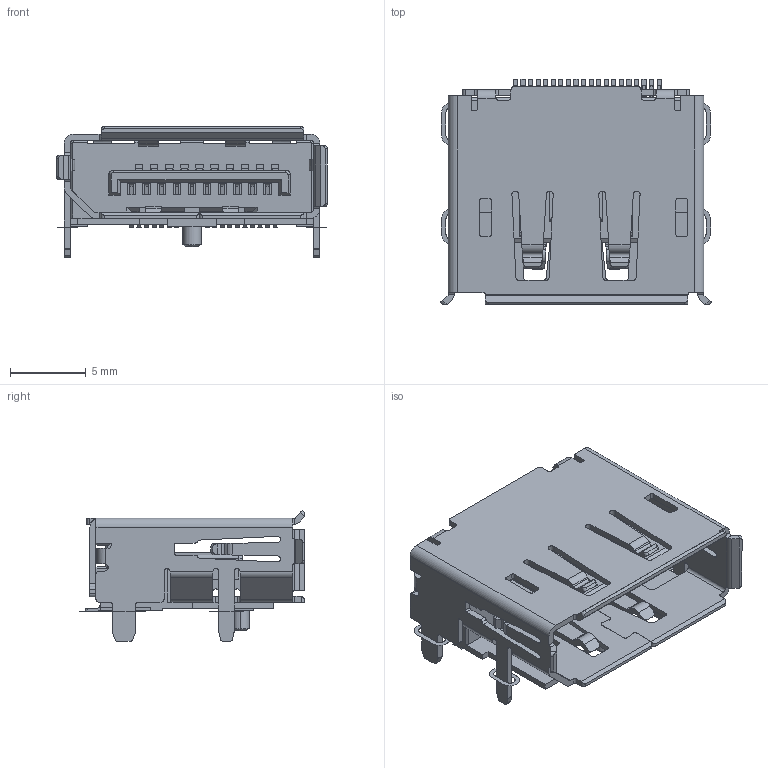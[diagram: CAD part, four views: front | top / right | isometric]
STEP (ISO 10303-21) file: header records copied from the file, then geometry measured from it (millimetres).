
FILE_DESCRIPTION(/* description */ (''),/* implementation_level */ '2;1');
FILE_NAME(/* name */ '080-1898-000_1.stp',/* time_stamp */ '2023-11-01T20:46:17+03:00',/* author */ (''),/* organization */ (''),/* preprocessor_version */ 'ST-DEVELOPER v16.7',/* originating_system */ 'SIEMENS PLM Software NX 12.0',/* authorisation */ '');
FILE_SCHEMA (('AUTOMOTIVE_DESIGN { 1 0 10303 214 3 1 1 1 }'));
Length unit declared in the file: millimetre
Products named in the file (1): 080-1898-000_1
Bounding box: 17.9 x 14.9 x 8.66 mm (x, y, z)
Volume: 606.3 mm3; surface area: 2108.4 mm2
Topology: 5 solids, 5 shells, 2131 faces, 6166 edges, 4029 vertices
Faces by surface type: plane 1723, cylinder 378, bspline 24, cone 6
Entity records: 71079 total; most frequent: CARTESIAN_POINT 13923, ORIENTED_EDGE 12332, DIRECTION 11084, EDGE_CURVE 6166, LINE 5320, VECTOR 5320, VERTEX_POINT 4029, AXIS2_PLACEMENT_3D 2882
